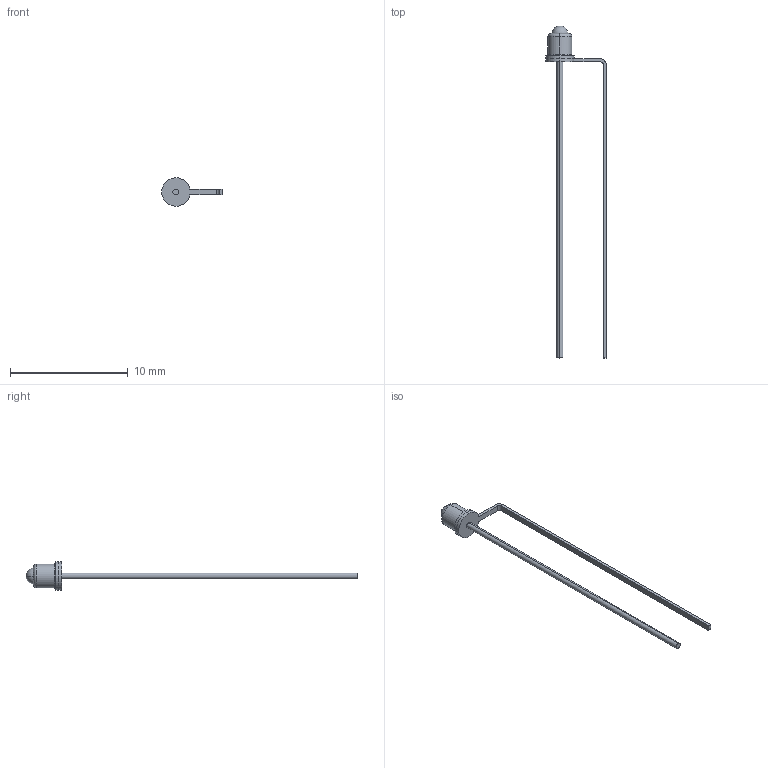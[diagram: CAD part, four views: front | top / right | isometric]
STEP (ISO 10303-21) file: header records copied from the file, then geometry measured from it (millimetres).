
FILE_DESCRIPTION (( 'STEP AP214' ), '1' );
FILE_NAME ('OP516A.STEP', '2019-12-03T19:42:09', ( '' ), ( '' ), 'SwSTEP 2.0', 'SolidWorks 2018', '' );
FILE_SCHEMA (( 'AUTOMOTIVE_DESIGN' ));
Length unit declared in the file: inch
Products named in the file (1): OP516A
Bounding box: 5.14 x 28.19 x 2.41 mm (x, y, z)
Volume: 17.7 mm3; surface area: 116.9 mm2
Topology: 2 solids, 2 shells, 28 faces, 60 edges, 39 vertices
Faces by surface type: cylinder 11, plane 11, torus 4, sphere 2
Entity records: 1189 total; most frequent: DIRECTION 152, CARTESIAN_POINT 128, ORIENTED_EDGE 120, AXIS2_PLACEMENT_3D 63, EDGE_CURVE 60, VERTEX_POINT 39, CIRCLE 34, UNCERTAINTY_MEASURE_WITH_UNIT 32
